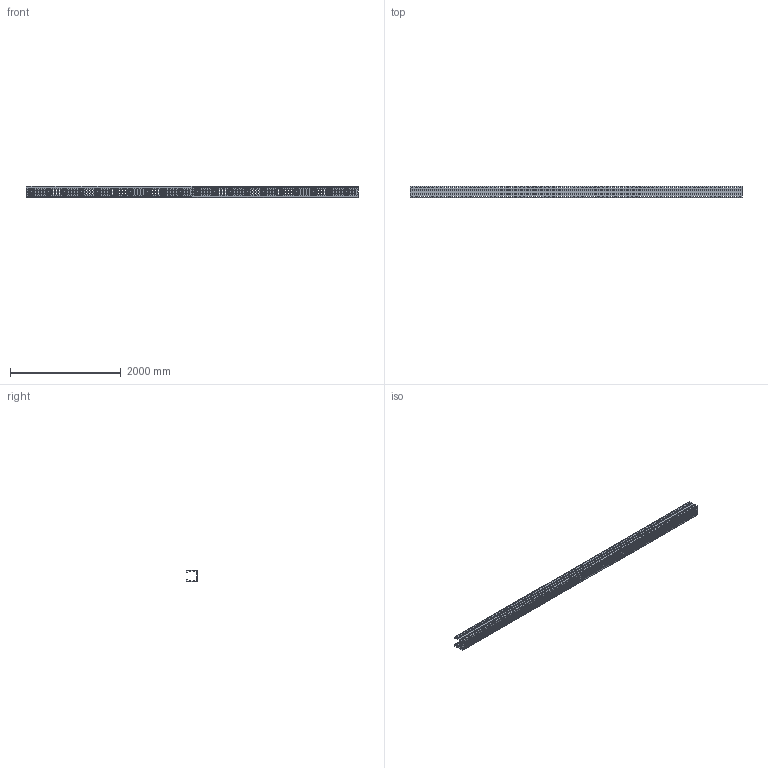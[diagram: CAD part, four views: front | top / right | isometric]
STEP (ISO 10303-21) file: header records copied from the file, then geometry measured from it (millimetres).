
FILE_DESCRIPTION((''),'2;1');
FILE_NAME('290121_ASM','2018-11-28T19:46:17',('tomasz.grudniewski'),(''),'CREO PARAMETRIC BY PTC INC, 2018260','CREO PARAMETRIC BY PTC INC, 2018260','');
FILE_SCHEMA(('CONFIG_CONTROL_DESIGN'));
Products named in the file (3): KSC_DSC_H200_6000_PRT; PASZCZ_200_30000_PRT; 290121_ASM
Assembly tree (4 placements, depth 2):
  290121_ASM
    KSC_DSC_H200_6000_PRT  x2
    PASZCZ_200_30000_PRT  x2
Bounding box: 6000 x 200 x 200 mm (x, y, z)
Volume: 8661044 mm3; surface area: 9698706.8 mm2
Topology: 4 solids, 4 shells, 7704 faces, 22112 edges, 14416 vertices
Faces by surface type: plane 4588, cylinder 3116
Entity records: 128088 total; most frequent: CARTESIAN_POINT 22123, ORIENTED_EDGE 22112, DIRECTION 21890, EDGE_CURVE 11056, VECTOR 7940, LINE 7940, VERTEX_POINT 7208, AXIS2_PLACEMENT_3D 6975
